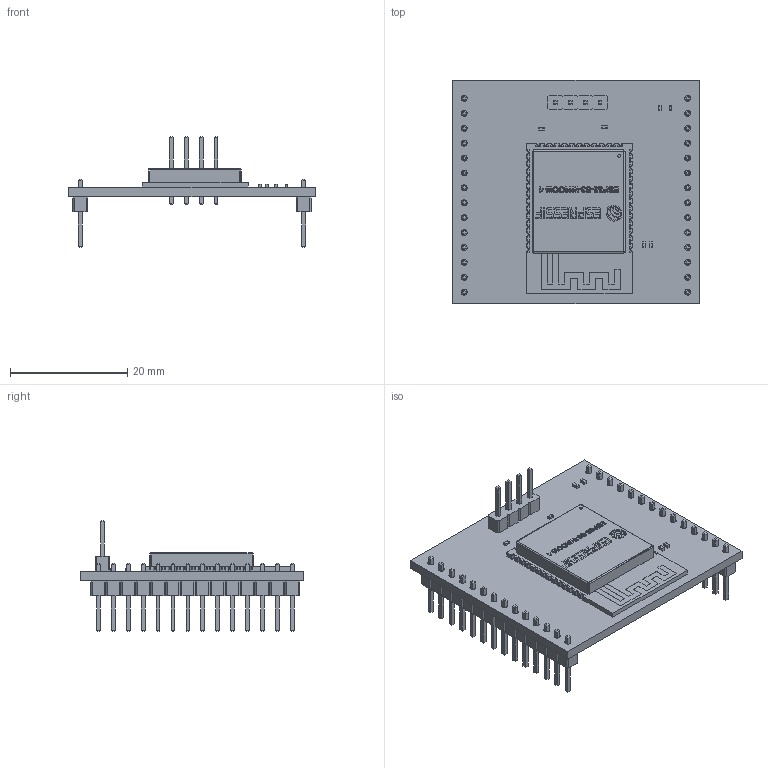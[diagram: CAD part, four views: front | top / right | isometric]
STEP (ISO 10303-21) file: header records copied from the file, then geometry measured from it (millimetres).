
FILE_DESCRIPTION(('KiCad electronic assembly'),'2;1');
FILE_NAME('ESP32.step','2024-05-11T22:38:27',('Pcbnew'),('Kicad'), 'Open CASCADE STEP processor 7.7','KiCad to STEP converter','Unknown' );
FILE_SCHEMA(('AUTOMOTIVE_DESIGN { 1 0 10303 214 1 1 1 1 }'));
Length unit declared in the file: millimetre
Products named in the file (12): ESP32 1; C_0402_1005Metric; R_0402_1005Metric; ESP32-S3-WROOM-1; PinHeader_1x04_P2.54mm_Vertical; PinHeader_1x04_P254mm_Vertical; PinHeader_1x14_P2.54mm_Vertical; PinHeader_1x14_P254mm_Vertical; ESP32_PCB
Assembly tree (16 placements, depth 3):
  ESP32 1
    C_0402_1005Metric  x4
      C_0402_1005Metric
    R_0402_1005Metric  x2
      R_0402_1005Metric
    ESP32-S3-WROOM-1
      ESP32-S3-WROOM-1
    PinHeader_1x04_P2.54mm_Vertical
      PinHeader_1x04_P254mm_Vertical
    PinHeader_1x14_P2.54mm_Vertical  x2
      PinHeader_1x14_P254mm_Vertical
    ESP32_PCB
Bounding box: 42 x 38 x 18.78 mm (x, y, z)
Volume: 3572 mm3; surface area: 7181.5 mm2
Topology: 61 solids, 61 shells, 2652 faces, 6975 edges, 4554 vertices
Faces by surface type: plane 2309, cylinder 240, bspline 103
Full cylindrical faces by diameter (mm): 1 x32
Entity records: 76580 total; most frequent: CARTESIAN_POINT 17909, ORIENTED_EDGE 11746, DIRECTION 10291, EDGE_CURVE 5873, LINE 5275, VECTOR 5275, VERTEX_POINT 3858, AXIS2_PLACEMENT_3D 2508
